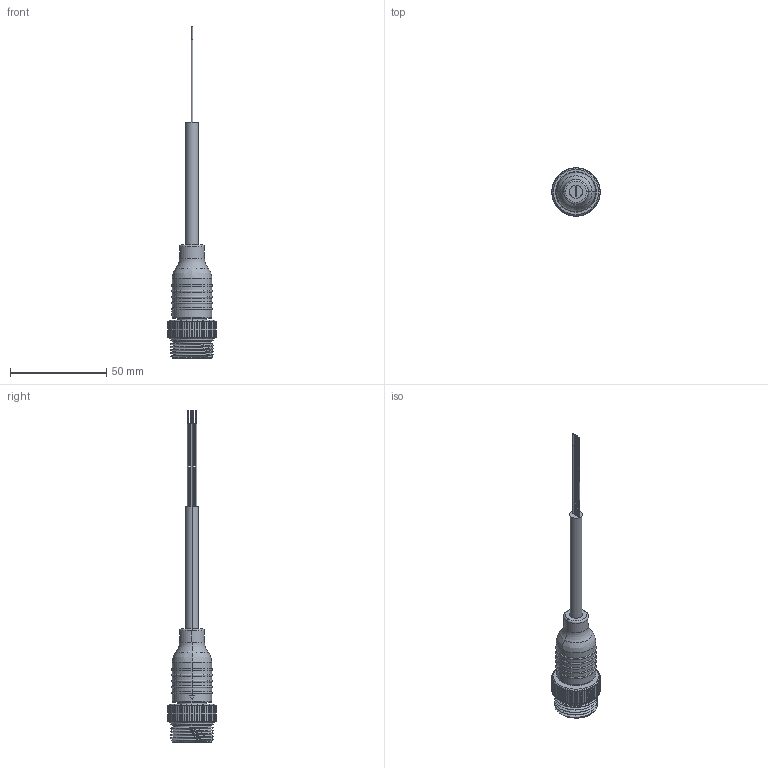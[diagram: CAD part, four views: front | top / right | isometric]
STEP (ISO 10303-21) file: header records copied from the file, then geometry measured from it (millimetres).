
FILE_DESCRIPTION((''),'2;1');
FILE_NAME('247637_SM01_ASM','2026-03-26T16:18:29',('banengservice'),('BANNER ENGINEERING'),'CREO PARAMETRIC BY PTC INC, 2022414','CREO PARAMETRIC BY PTC INC, 2022414','');
FILE_SCHEMA(('CONFIG_CONTROL_DESIGN'));
Length unit declared in the file: millimetre
Products named in the file (2): 247637_EP01; 247637_SM01_ASM
Assembly tree (1 placements, depth 2):
  247637_SM01_ASM
    247637_EP01
Bounding box: 25 x 25 x 172.1 mm (x, y, z)
Volume: 18981.5 mm3; surface area: 9976.3 mm2
Topology: 2 solids, 2 shells, 330 faces, 860 edges, 550 vertices
Faces by surface type: plane 150, cylinder 132, torus 24, cone 10, sphere 8, bspline 6
Entity records: 12793 total; most frequent: CARTESIAN_POINT 4954, ORIENTED_EDGE 1704, DIRECTION 1540, EDGE_CURVE 852, AXIS2_PLACEMENT_3D 634, VERTEX_POINT 550, EDGE_LOOP 356, FACE_OUTER_BOUND 330
